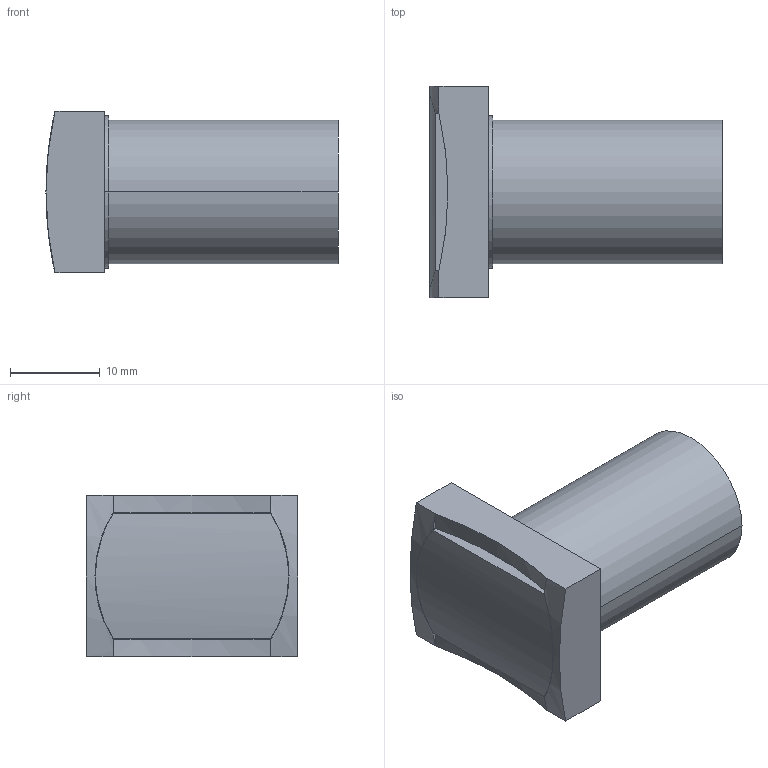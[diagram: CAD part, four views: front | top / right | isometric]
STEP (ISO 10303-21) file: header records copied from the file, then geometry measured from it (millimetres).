
FILE_DESCRIPTION(('starvars output'),'2;1');
FILE_NAME('ZB6DA1_3D.stp','08:11:39 2020/04/01',( 'Thomas Industrial Network Germany GmbH'),( 'Thomas Industrial Network Germany GmbH'),'unknown preprocess','ACIS' ,'unknown authorization');
FILE_SCHEMA(('AUTOMOTIVE_DESIGN_CC2 {UNKNOWN IMPLEMENTATION LEVEL}'));
Length unit declared in the file: millimetre
Products named in the file (1): PRODUCT_ID_292
Bounding box: 32.5 x 23.5 x 18 mm (x, y, z)
Volume: 7785.7 mm3; surface area: 2782.5 mm2
Topology: 1 solids, 1 shells, 31 faces, 76 edges, 50 vertices
Faces by surface type: plane 18, cylinder 13
Entity records: 1177 total; most frequent: CARTESIAN_POINT 177, ORIENTED_EDGE 152, DIRECTION 118, EDGE_CURVE 76, VERTEX_POINT 50, VECTOR 40, LINE 40, AXIS2_PLACEMENT_3D 39
